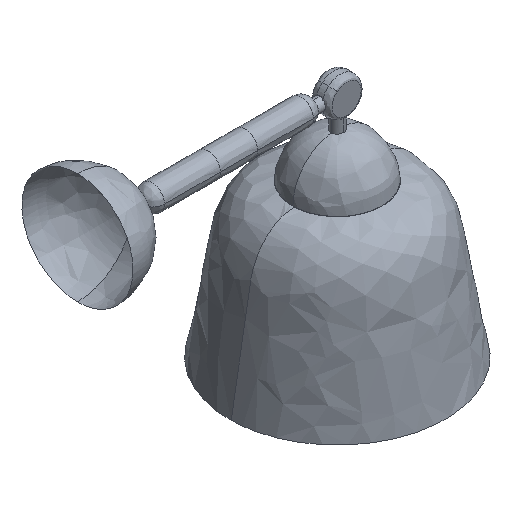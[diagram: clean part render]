
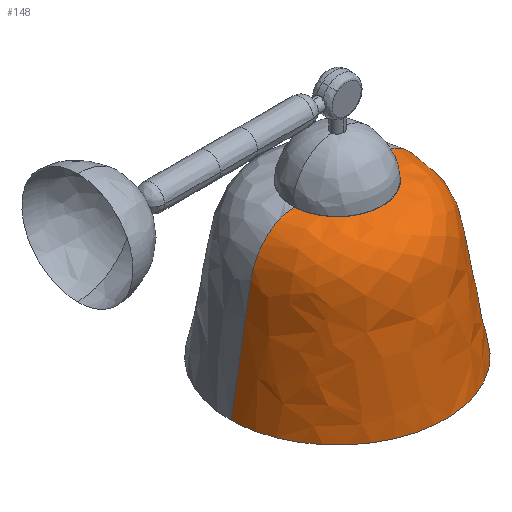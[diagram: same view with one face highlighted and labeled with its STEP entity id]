
A CAD part, isometric view. The second image highlights one B-rep face of the part: STEP entity #148.
In plain terms, the highlighted free-form (B-spline) face has degree [2, 2] with [5, 7] control points.
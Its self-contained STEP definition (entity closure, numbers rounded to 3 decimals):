
#148=ADVANCED_FACE('',(#181),#590,.T.);
#181=FACE_OUTER_BOUND('',#214,.T.);
#214=EDGE_LOOP('',(#294,#295,#296,#297));
#294=ORIENTED_EDGE('',*,*,#405,.T.);
#295=ORIENTED_EDGE('',*,*,#402,.T.);
#296=ORIENTED_EDGE('',*,*,#403,.T.);
#297=ORIENTED_EDGE('',*,*,#404,.F.);
#402=EDGE_CURVE('',#536,#537,#486,.T.);
#403=EDGE_CURVE('',#537,#539,#487,.T.);
#404=EDGE_CURVE('',#538,#539,#488,.T.);
#405=EDGE_CURVE('',#538,#536,#489,.T.);
#486=(
BOUNDED_CURVE()
B_SPLINE_CURVE(2,(#1205,#1206,#1207,#1208,#1209,#1210,#1211),
 .UNSPECIFIED.,.F.,.F.)
B_SPLINE_CURVE_WITH_KNOTS((3,2,2,3),(0.,332.773,441.318,
549.862),.UNSPECIFIED.)
CURVE()
GEOMETRIC_REPRESENTATION_ITEM()
RATIONAL_B_SPLINE_CURVE((1.,1.,1.,0.942,1.,0.942,
1.))
REPRESENTATION_ITEM('')
);
#487=(
BOUNDED_CURVE()
B_SPLINE_CURVE(2,(#1212,#1213,#1214,#1215,#1216),.UNSPECIFIED.,.F.,.F.)
B_SPLINE_CURVE_WITH_KNOTS((3,2,3),(-144.684,-108.513,
-72.342),.UNSPECIFIED.)
CURVE()
GEOMETRIC_REPRESENTATION_ITEM()
RATIONAL_B_SPLINE_CURVE((1.,0.707,1.,0.707,1.))
REPRESENTATION_ITEM('')
);
#488=(
BOUNDED_CURVE()
B_SPLINE_CURVE(2,(#1217,#1218,#1219,#1220,#1221,#1222,#1223),
 .UNSPECIFIED.,.F.,.F.)
B_SPLINE_CURVE_WITH_KNOTS((3,2,2,3),(0.,332.773,441.318,
549.862),.UNSPECIFIED.)
CURVE()
GEOMETRIC_REPRESENTATION_ITEM()
RATIONAL_B_SPLINE_CURVE((1.,1.,1.,0.942,1.,0.942,
1.))
REPRESENTATION_ITEM('')
);
#489=(
BOUNDED_CURVE()
B_SPLINE_CURVE(2,(#1224,#1225,#1226,#1227,#1228),.UNSPECIFIED.,.F.,.F.)
B_SPLINE_CURVE_WITH_KNOTS((3,2,3),(72.342,108.513,144.684),
 .UNSPECIFIED.)
CURVE()
GEOMETRIC_REPRESENTATION_ITEM()
RATIONAL_B_SPLINE_CURVE((1.,0.707,1.,0.707,1.))
REPRESENTATION_ITEM('')
);
#536=VERTEX_POINT('',#1196);
#537=VERTEX_POINT('',#1197);
#538=VERTEX_POINT('',#1198);
#539=VERTEX_POINT('',#1199);
#590=(
BOUNDED_SURFACE()
B_SPLINE_SURFACE(2,2,((#1161,#1162,#1163,#1164,#1165,#1166,#1167),(#1168,
#1169,#1170,#1171,#1172,#1173,#1174),(#1175,#1176,#1177,#1178,#1179,#1180,
#1181),(#1182,#1183,#1184,#1185,#1186,#1187,#1188),(#1189,#1190,#1191,#1192,
#1193,#1194,#1195)),.UNSPECIFIED.,.F.,.F.,.F.)
B_SPLINE_SURFACE_WITH_KNOTS((3,2,3),(3,2,2,3),(72.342,108.513,
144.684),(0.,332.773,441.318,549.862),
 .UNSPECIFIED.)
GEOMETRIC_REPRESENTATION_ITEM()
RATIONAL_B_SPLINE_SURFACE(((1.,1.,1.,0.942,1.,0.942,
1.),(0.707,0.707,0.707,0.666,
0.707,0.666,0.707),(1.,1.,1.,0.942,
1.,0.942,1.),(0.707,0.707,0.707,
0.666,0.707,0.666,0.707),
(1.,1.,1.,0.942,1.,0.942,1.)))
REPRESENTATION_ITEM('')
SURFACE()
);
#1161=CARTESIAN_POINT('',(297.987,1.525,-143.833));
#1162=CARTESIAN_POINT('',(290.163,1.525,-99.175));
#1163=CARTESIAN_POINT('',(282.34,1.525,-54.517));
#1164=CARTESIAN_POINT('',(279.684,1.525,-39.359));
#1165=CARTESIAN_POINT('',(269.65,1.525,-29.596));
#1166=CARTESIAN_POINT('',(259.616,1.525,-19.833));
#1167=CARTESIAN_POINT('',(246.692,1.525,-19.833));
#1168=CARTESIAN_POINT('',(299.512,-85.975,-143.833));
#1169=CARTESIAN_POINT('',(291.689,-78.151,-99.175));
#1170=CARTESIAN_POINT('',(283.865,-70.328,-54.517));
#1171=CARTESIAN_POINT('',(281.209,-67.672,-39.359));
#1172=CARTESIAN_POINT('',(271.176,-57.638,-29.596));
#1173=CARTESIAN_POINT('',(261.142,-47.604,-19.833));
#1174=CARTESIAN_POINT('',(248.217,-34.68,-19.833));
#1175=CARTESIAN_POINT('',(212.012,-87.5,-143.833));
#1176=CARTESIAN_POINT('',(212.012,-79.676,-99.175));
#1177=CARTESIAN_POINT('',(212.012,-71.853,-54.517));
#1178=CARTESIAN_POINT('',(212.012,-69.197,-39.359));
#1179=CARTESIAN_POINT('',(212.012,-59.163,-29.596));
#1180=CARTESIAN_POINT('',(212.012,-49.129,-19.833));
#1181=CARTESIAN_POINT('',(212.012,-36.205,-19.833));
#1182=CARTESIAN_POINT('',(124.512,-89.025,-143.833));
#1183=CARTESIAN_POINT('',(132.336,-81.202,-99.175));
#1184=CARTESIAN_POINT('',(140.159,-73.378,-54.517));
#1185=CARTESIAN_POINT('',(142.815,-70.723,-39.359));
#1186=CARTESIAN_POINT('',(152.849,-60.689,-29.596));
#1187=CARTESIAN_POINT('',(162.883,-50.655,-19.833));
#1188=CARTESIAN_POINT('',(175.807,-37.73,-19.833));
#1189=CARTESIAN_POINT('',(122.987,-1.525,-143.833));
#1190=CARTESIAN_POINT('',(130.81,-1.525,-99.175));
#1191=CARTESIAN_POINT('',(138.634,-1.525,-54.517));
#1192=CARTESIAN_POINT('',(141.289,-1.525,-39.359));
#1193=CARTESIAN_POINT('',(151.323,-1.525,-29.596));
#1194=CARTESIAN_POINT('',(161.357,-1.525,-19.833));
#1195=CARTESIAN_POINT('',(174.282,-1.525,-19.833));
#1196=CARTESIAN_POINT('',(122.987,-1.525,-143.833));
#1197=CARTESIAN_POINT('',(174.282,-1.525,-19.833));
#1198=CARTESIAN_POINT('',(297.987,1.525,-143.833));
#1199=CARTESIAN_POINT('',(246.692,1.525,-19.833));
#1205=CARTESIAN_POINT('',(122.987,-1.525,-143.833));
#1206=CARTESIAN_POINT('',(130.81,-1.525,-99.175));
#1207=CARTESIAN_POINT('',(138.634,-1.525,-54.517));
#1208=CARTESIAN_POINT('',(141.289,-1.525,-39.359));
#1209=CARTESIAN_POINT('',(151.323,-1.525,-29.596));
#1210=CARTESIAN_POINT('',(161.357,-1.525,-19.833));
#1211=CARTESIAN_POINT('',(174.282,-1.525,-19.833));
#1212=CARTESIAN_POINT('',(174.282,-1.525,-19.833));
#1213=CARTESIAN_POINT('',(175.807,-37.73,-19.833));
#1214=CARTESIAN_POINT('',(212.012,-36.205,-19.833));
#1215=CARTESIAN_POINT('',(248.217,-34.68,-19.833));
#1216=CARTESIAN_POINT('',(246.692,1.525,-19.833));
#1217=CARTESIAN_POINT('',(297.987,1.525,-143.833));
#1218=CARTESIAN_POINT('',(290.163,1.525,-99.175));
#1219=CARTESIAN_POINT('',(282.34,1.525,-54.517));
#1220=CARTESIAN_POINT('',(279.684,1.525,-39.359));
#1221=CARTESIAN_POINT('',(269.65,1.525,-29.596));
#1222=CARTESIAN_POINT('',(259.616,1.525,-19.833));
#1223=CARTESIAN_POINT('',(246.692,1.525,-19.833));
#1224=CARTESIAN_POINT('',(297.987,1.525,-143.833));
#1225=CARTESIAN_POINT('',(299.512,-85.975,-143.833));
#1226=CARTESIAN_POINT('',(212.012,-87.5,-143.833));
#1227=CARTESIAN_POINT('',(124.512,-89.025,-143.833));
#1228=CARTESIAN_POINT('',(122.987,-1.525,-143.833));
